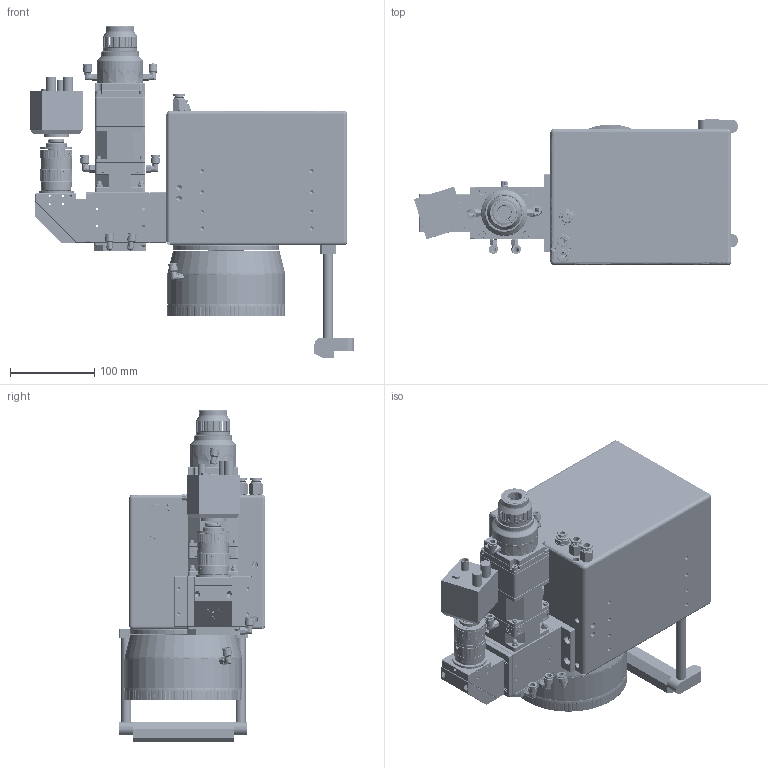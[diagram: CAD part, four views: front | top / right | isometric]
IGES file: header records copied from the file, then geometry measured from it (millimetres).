
Start section: SolidWorks IGES file using analytic representation for surfaces
Bounding box: 385.3 x 174.5 x 394.8 mm (x, y, z)
Surface area: 753100.3 mm2 (no closed solid volume)
Topology: 0 solids, 0 shells, 3821 faces, 55843 edges, 55671 vertices
Faces by surface type: revolution 2063, bspline 1758
